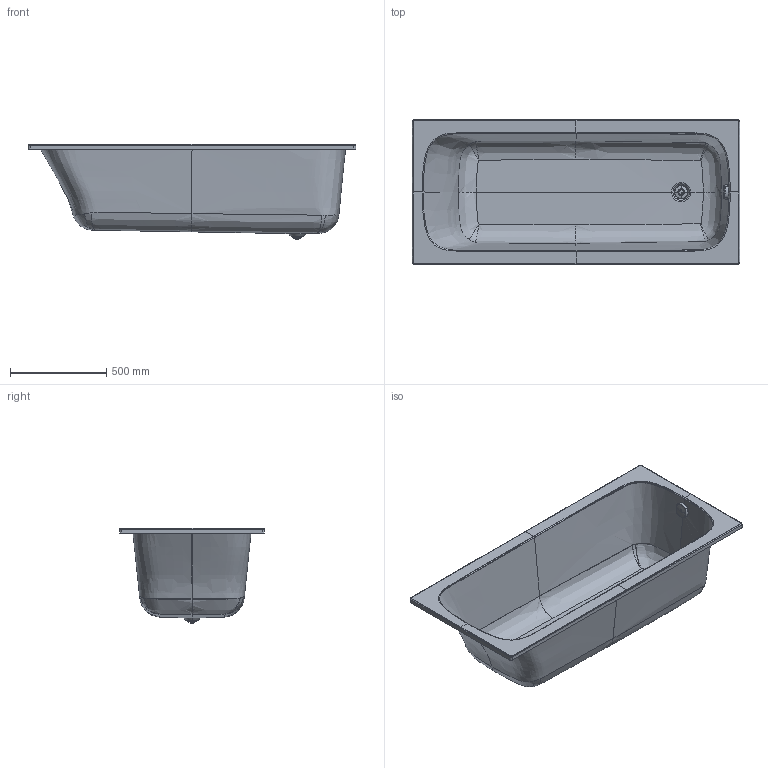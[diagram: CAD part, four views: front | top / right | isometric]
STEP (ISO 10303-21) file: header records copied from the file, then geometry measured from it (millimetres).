
FILE_DESCRIPTION(/* description */ (''),/* implementation_level */ '2;1');
FILE_NAME(/* name */ '700612',/* time_stamp */ '2022-10-25T11:54:24+02:00',/* author */ (''),/* organization */ (''),/* preprocessor_version */ 'ST-DEVELOPER v15',/* originating_system */ '',/* authorisation */ '');
FILE_SCHEMA (('AUTOMOTIVE_DESIGN'));
Length unit declared in the file: millimetre
Products named in the file (1): Document
Bounding box: 1700 x 750 x 494.47 mm (x, y, z)
Volume: 11657375.4 mm3; surface area: 5493483.1 mm2
Topology: 4 solids, 4 shells, 396 faces, 1005 edges, 590 vertices
Faces by surface type: bspline 297, plane 99
Entity records: 74973 total; most frequent: CARTESIAN_POINT 69221, ORIENTED_EDGE 1994, EDGE_CURVE 997, VERTEX_POINT 590, B_SPLINE_CURVE_WITH_KNOTS 578, EDGE_LOOP 409, ADVANCED_FACE 396, FACE_OUTER_BOUND 396
